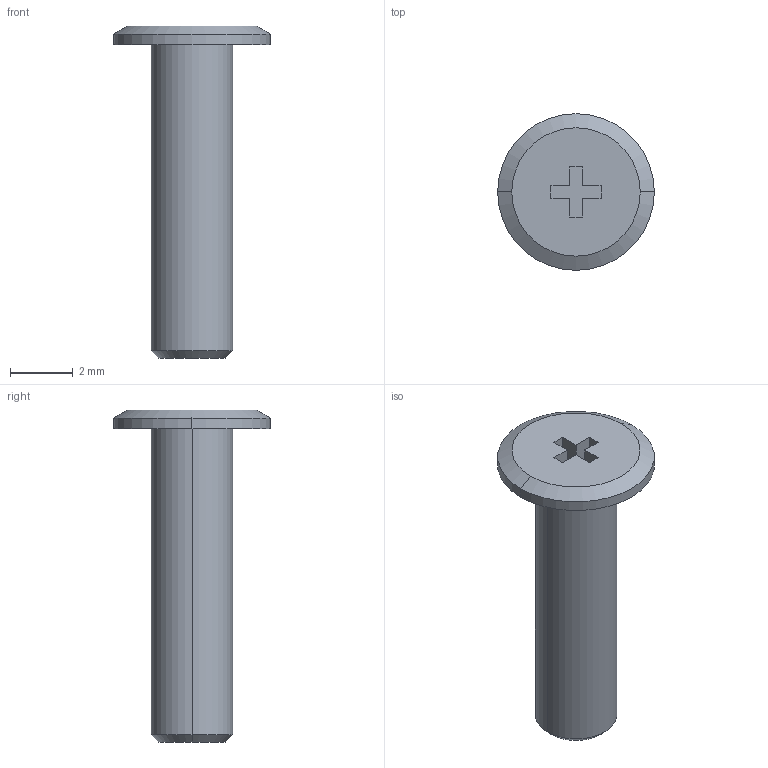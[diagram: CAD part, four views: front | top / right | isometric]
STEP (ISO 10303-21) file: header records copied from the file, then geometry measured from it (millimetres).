
FILE_DESCRIPTION (( 'STEP AP203' ), '1' );
FILE_NAME ('CSPSL-ST3W-M2_6-10_203.STEP', '2014-03-10T09:06:25', ( 'guan-li' ), ( '' ), 'SwSTEP 2.0', 'SolidWorks 2007', '' );
FILE_SCHEMA (( 'CONFIG_CONTROL_DESIGN' ));
Length unit declared in the file: millimetre
Products named in the file (1): CSPSL-ST3W-M2_6-10_203
Bounding box: 5 x 5 x 10.6 mm (x, y, z)
Volume: 62.9 mm3; surface area: 131.3 mm2
Topology: 1 solids, 1 shells, 24 faces, 56 edges, 36 vertices
Faces by surface type: plane 16, cone 4, cylinder 4
Entity records: 757 total; most frequent: DIRECTION 118, CARTESIAN_POINT 117, ORIENTED_EDGE 112, EDGE_CURVE 56, VECTOR 44, LINE 44, AXIS2_PLACEMENT_3D 37, VERTEX_POINT 36
